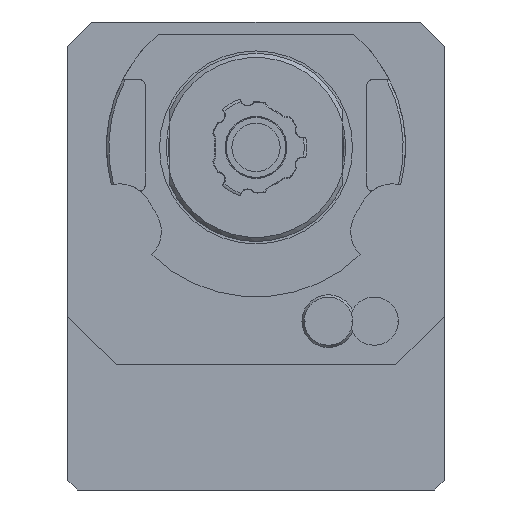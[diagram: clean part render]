
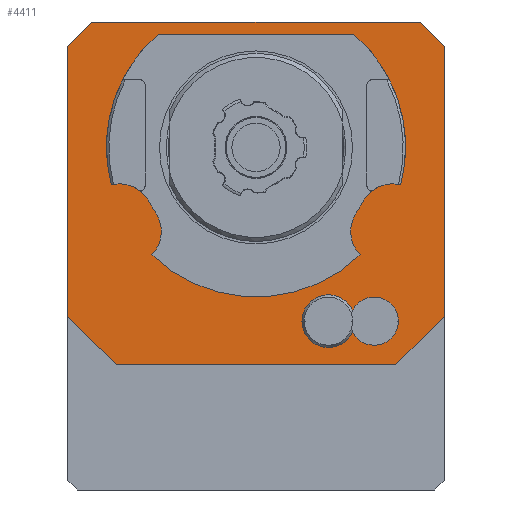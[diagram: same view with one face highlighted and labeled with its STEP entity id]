
A CAD part, left-side view. The second image highlights one B-rep face of the part: STEP entity #4411.
In plain terms, the highlighted planar face has unit normal (-1, 0, 0).
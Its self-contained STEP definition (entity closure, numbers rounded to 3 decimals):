
#359=DIRECTION('',(0.,0.707,-0.707));
#360=VECTOR('',#359,14.142);
#361=CARTESIAN_POINT('',(-65.8,-39.,1.));
#362=LINE('',#361,#360);
#363=DIRECTION('',(0.,1.,0.));
#364=VECTOR('',#363,58.);
#365=CARTESIAN_POINT('',(-65.8,-29.,-9.));
#366=LINE('',#365,#364);
#367=DIRECTION('',(0.,0.707,0.707));
#368=VECTOR('',#367,14.142);
#369=CARTESIAN_POINT('',(-65.8,29.,-9.));
#370=LINE('',#369,#368);
#371=DIRECTION('',(0.,0.,1.));
#372=VECTOR('',#371,56.);
#373=CARTESIAN_POINT('',(-65.8,39.,1.));
#374=LINE('',#373,#372);
#375=DIRECTION('',(0.,0.707,-0.707));
#376=VECTOR('',#375,7.071);
#377=CARTESIAN_POINT('',(-65.8,34.,62.));
#378=LINE('',#377,#376);
#379=DIRECTION('',(0.,-1.,0.));
#380=VECTOR('',#379,68.);
#381=CARTESIAN_POINT('',(-65.8,34.,62.));
#382=LINE('',#381,#380);
#383=DIRECTION('',(0.,0.707,0.707));
#384=VECTOR('',#383,7.071);
#385=CARTESIAN_POINT('',(-65.8,-39.,57.));
#386=LINE('',#385,#384);
#387=DIRECTION('',(0.,0.,-1.));
#388=VECTOR('',#387,56.);
#389=CARTESIAN_POINT('',(-65.8,-39.,57.));
#390=LINE('',#389,#388);
#391=CARTESIAN_POINT('',(-65.8,0.,36.));
#392=DIRECTION('',(-1.,0.,0.));
#393=DIRECTION('',(0.,0.,-1.));
#394=AXIS2_PLACEMENT_3D('',#391,#392,#393);
#396=CARTESIAN_POINT('',(-65.8,0.,36.));
#397=DIRECTION('',(-1.,0.,0.));
#398=DIRECTION('',(0.,0.,1.));
#399=AXIS2_PLACEMENT_3D('',#396,#397,#398);
#401=CARTESIAN_POINT('',(-65.8,-15.,0.));
#402=DIRECTION('',(1.,0.,0.));
#403=DIRECTION('',(0.,0.,1.));
#404=AXIS2_PLACEMENT_3D('',#401,#402,#403);
#406=CARTESIAN_POINT('',(-65.8,-15.,0.));
#407=DIRECTION('',(1.,0.,0.));
#408=DIRECTION('',(0.,0.,-1.));
#409=AXIS2_PLACEMENT_3D('',#406,#407,#408);
#411=CARTESIAN_POINT('',(-65.8,-24.5,0.));
#412=DIRECTION('',(1.,0.,0.));
#413=DIRECTION('',(0.,1.,0.));
#414=AXIS2_PLACEMENT_3D('',#411,#412,#413);
#416=CARTESIAN_POINT('',(-65.8,-24.5,0.));
#417=DIRECTION('',(1.,0.,0.));
#418=DIRECTION('',(0.,-1.,0.));
#419=AXIS2_PLACEMENT_3D('',#416,#417,#418);
#3463=CARTESIAN_POINT('',(-65.8,-39.,57.));
#3464=CARTESIAN_POINT('',(-65.8,-34.,62.));
#3465=VERTEX_POINT('',#3463);
#3466=VERTEX_POINT('',#3464);
#3467=CARTESIAN_POINT('',(-65.8,34.,62.));
#3468=CARTESIAN_POINT('',(-65.8,39.,57.));
#3469=VERTEX_POINT('',#3467);
#3470=VERTEX_POINT('',#3468);
#3475=CARTESIAN_POINT('',(-65.8,-39.,1.));
#3476=CARTESIAN_POINT('',(-65.8,-29.,-9.));
#3477=VERTEX_POINT('',#3475);
#3478=VERTEX_POINT('',#3476);
#3479=CARTESIAN_POINT('',(-65.8,29.,-9.));
#3480=VERTEX_POINT('',#3479);
#3481=CARTESIAN_POINT('',(-65.8,39.,1.));
#3482=VERTEX_POINT('',#3481);
#3861=CARTESIAN_POINT('',(-65.8,0.,14.));
#3862=CARTESIAN_POINT('',(-65.8,0.,58.));
#3863=VERTEX_POINT('',#3861);
#3864=VERTEX_POINT('',#3862);
#3869=CARTESIAN_POINT('',(-65.8,-15.,5.477));
#3870=CARTESIAN_POINT('',(-65.8,-15.,-5.477));
#3871=VERTEX_POINT('',#3869);
#3872=VERTEX_POINT('',#3870);
#3881=CARTESIAN_POINT('',(-65.8,-21.2,0.));
#3882=CARTESIAN_POINT('',(-65.8,-27.8,0.));
#3883=VERTEX_POINT('',#3881);
#3884=VERTEX_POINT('',#3882);
#4375=CARTESIAN_POINT('',(-65.8,0.,0.));
#4376=DIRECTION('',(1.,0.,0.));
#4377=DIRECTION('',(0.,0.,1.));
#4378=AXIS2_PLACEMENT_3D('',#4375,#4376,#4377);
#4379=PLANE('',#4378);
#4381=ORIENTED_EDGE('',*,*,#4380,.T.);
#4383=ORIENTED_EDGE('',*,*,#4382,.T.);
#4385=ORIENTED_EDGE('',*,*,#4384,.T.);
#4386=ORIENTED_EDGE('',*,*,#4314,.T.);
#4387=ORIENTED_EDGE('',*,*,#4162,.F.);
#4388=ORIENTED_EDGE('',*,*,#4177,.T.);
#4389=ORIENTED_EDGE('',*,*,#4191,.F.);
#4390=ORIENTED_EDGE('',*,*,#4209,.T.);
#4391=EDGE_LOOP('',(#4381,#4383,#4385,#4386,#4387,#4388,#4389,#4390));
#4392=FACE_OUTER_BOUND('',#4391,.F.);
#4394=ORIENTED_EDGE('',*,*,#4393,.T.);
#4396=ORIENTED_EDGE('',*,*,#4395,.T.);
#4397=EDGE_LOOP('',(#4394,#4396));
#4398=FACE_BOUND('',#4397,.F.);
#4400=ORIENTED_EDGE('',*,*,#4399,.F.);
#4402=ORIENTED_EDGE('',*,*,#4401,.F.);
#4403=EDGE_LOOP('',(#4400,#4402));
#4404=FACE_BOUND('',#4403,.F.);
#4406=ORIENTED_EDGE('',*,*,#4405,.F.);
#4408=ORIENTED_EDGE('',*,*,#4407,.F.);
#4409=EDGE_LOOP('',(#4406,#4408));
#4410=FACE_BOUND('',#4409,.F.);
#4411=ADVANCED_FACE('',(#4392,#4398,#4404,#4410),#4379,.F.);
#395=CIRCLE('',#394,22.);
#400=CIRCLE('',#399,22.);
#405=CIRCLE('',#404,5.477);
#410=CIRCLE('',#409,5.477);
#415=CIRCLE('',#414,3.3);
#420=CIRCLE('',#419,3.3);
#4162=EDGE_CURVE('',#3469,#3470,#378,.T.);
#4177=EDGE_CURVE('',#3469,#3466,#382,.T.);
#4191=EDGE_CURVE('',#3465,#3466,#386,.T.);
#4209=EDGE_CURVE('',#3465,#3477,#390,.T.);
#4314=EDGE_CURVE('',#3482,#3470,#374,.T.);
#4380=EDGE_CURVE('',#3477,#3478,#362,.T.);
#4382=EDGE_CURVE('',#3478,#3480,#366,.T.);
#4384=EDGE_CURVE('',#3480,#3482,#370,.T.);
#4393=EDGE_CURVE('',#3863,#3864,#395,.T.);
#4395=EDGE_CURVE('',#3864,#3863,#400,.T.);
#4399=EDGE_CURVE('',#3871,#3872,#405,.T.);
#4401=EDGE_CURVE('',#3872,#3871,#410,.T.);
#4405=EDGE_CURVE('',#3883,#3884,#415,.T.);
#4407=EDGE_CURVE('',#3884,#3883,#420,.T.);
